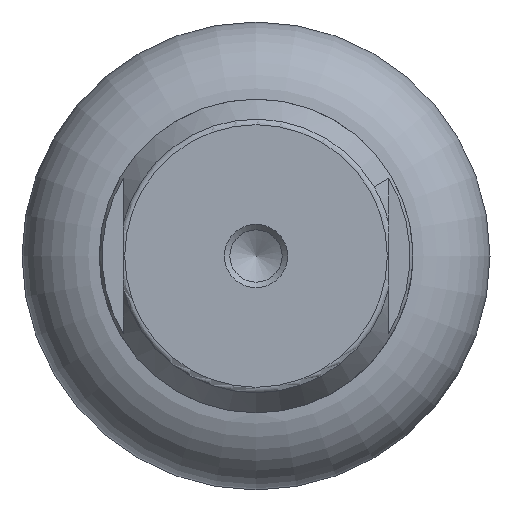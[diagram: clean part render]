
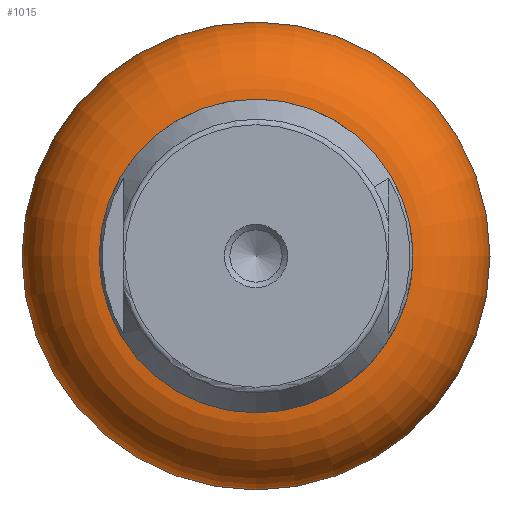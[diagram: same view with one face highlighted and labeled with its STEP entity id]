
A CAD part, front view. The second image highlights one B-rep face of the part: STEP entity #1015.
In plain terms, the highlighted toroidal (fillet/blend) face has major radius 11.5 mm and minor radius 7 mm.
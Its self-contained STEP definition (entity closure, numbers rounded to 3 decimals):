
#151=TOROIDAL_SURFACE('',#1203,11.5,7.);
#208=CIRCLE('',#1198,11.5);
#210=CIRCLE('',#1202,11.5);
#391=ORIENTED_EDGE('',*,*,#526,.T.);
#392=ORIENTED_EDGE('',*,*,#528,.F.);
#526=EDGE_CURVE('',#627,#627,#208,.T.);
#528=EDGE_CURVE('',#629,#629,#210,.T.);
#627=VERTEX_POINT('',#1814);
#629=VERTEX_POINT('',#1820);
#780=EDGE_LOOP('',(#391));
#781=EDGE_LOOP('',(#392));
#913=FACE_BOUND('',#780,.T.);
#914=FACE_BOUND('',#781,.T.);
#1015=ADVANCED_FACE('',(#913,#914),#151,.T.);
#1198=AXIS2_PLACEMENT_3D('',#1813,#1483,#1484);
#1202=AXIS2_PLACEMENT_3D('',#1819,#1491,#1492);
#1203=AXIS2_PLACEMENT_3D('',#1821,#1493,#1494);
#1483=DIRECTION('',(0.,-1.,0.));
#1484=DIRECTION('',(0.,0.,-1.));
#1491=DIRECTION('',(0.,-1.,0.));
#1492=DIRECTION('',(0.,0.,-1.));
#1493=DIRECTION('',(0.,-1.,0.));
#1494=DIRECTION('',(0.,0.,-1.));
#1813=CARTESIAN_POINT('',(0.,7.,0.));
#1814=CARTESIAN_POINT('',(0.,7.,-11.5));
#1819=CARTESIAN_POINT('',(0.,-7.,0.));
#1820=CARTESIAN_POINT('',(0.,-7.,-11.5));
#1821=CARTESIAN_POINT('',(0.,0.,0.));
